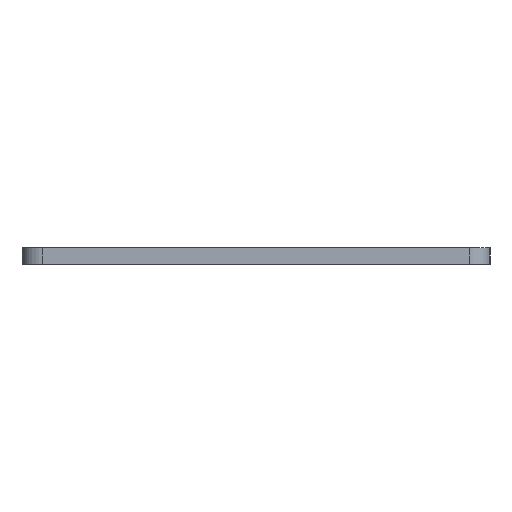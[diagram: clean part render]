
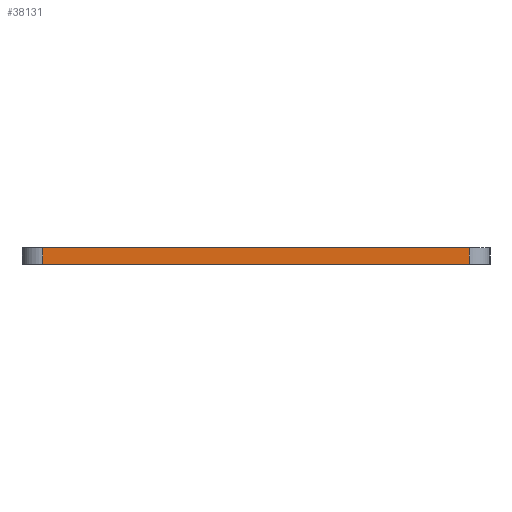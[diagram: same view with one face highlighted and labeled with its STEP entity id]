
A CAD part, left-side view. The second image highlights one B-rep face of the part: STEP entity #38131.
In plain terms, the highlighted planar face has unit normal (-1, 0, 0).
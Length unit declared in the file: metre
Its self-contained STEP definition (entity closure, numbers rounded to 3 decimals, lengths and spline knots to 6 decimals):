
#10679=ORIENTED_EDGE('',*,*,#13017,.T.);
#10680=ORIENTED_EDGE('',*,*,#16288,.T.);
#10681=ORIENTED_EDGE('',*,*,#16281,.F.);
#10682=ORIENTED_EDGE('',*,*,#16289,.T.);
#13017=EDGE_CURVE('',#18166,#18165,#22039,.T.);
#16281=EDGE_CURVE('',#19936,#19937,#25286,.T.);
#16288=EDGE_CURVE('',#18165,#19937,#25290,.T.);
#16289=EDGE_CURVE('',#19936,#18166,#25291,.F.);
#18165=VERTEX_POINT('',#53347);
#18166=VERTEX_POINT('',#53349);
#19936=VERTEX_POINT('',#59722);
#19937=VERTEX_POINT('',#59724);
#22039=LINE('',#53348,#27425);
#25286=LINE('',#59723,#30672);
#25290=LINE('',#59853,#30676);
#25291=LINE('',#59854,#30677);
#27425=VECTOR('',#42745,1.);
#30672=VECTOR('',#48706,1.);
#30676=VECTOR('',#48958,1.);
#30677=VECTOR('',#48959,1.);
#32594=EDGE_LOOP('',(#10679,#10680,#10681,#10682));
#34536=FACE_BOUND('',#32594,.T.);
#36344=PLANE('',#39982);
#38131=ADVANCED_FACE('',(#34536),#36344,.T.);
#39982=AXIS2_PLACEMENT_3D('',#59852,#48956,#48957);
#42745=DIRECTION('',(0.,-1.,0.));
#48706=DIRECTION('',(0.,-1.,0.));
#48956=DIRECTION('',(-1.,0.,0.));
#48957=DIRECTION('',(0.,0.,1.));
#48958=DIRECTION('',(0.,0.,1.));
#48959=DIRECTION('',(0.,0.,1.));
#53347=CARTESIAN_POINT('',(-0.18775,-0.06765,-0.0035));
#53348=CARTESIAN_POINT('',(-0.18775,-0.003,-0.0035));
#53349=CARTESIAN_POINT('',(-0.18775,0.06165,-0.0035));
#59722=CARTESIAN_POINT('',(-0.18775,0.06165,0.0015));
#59723=CARTESIAN_POINT('',(-0.18775,-0.003,0.0015));
#59724=CARTESIAN_POINT('',(-0.18775,-0.06765,0.0015));
#59852=CARTESIAN_POINT('',(-0.18775,-0.003,-0.0035));
#59853=CARTESIAN_POINT('',(-0.18775,-0.06765,-0.0035));
#59854=CARTESIAN_POINT('',(-0.18775,0.06165,-0.0035));
